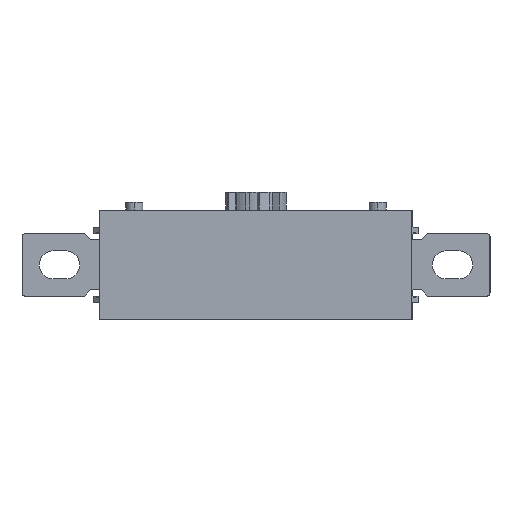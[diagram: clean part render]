
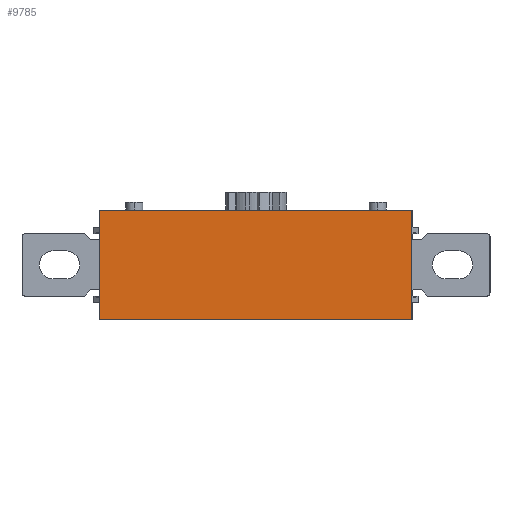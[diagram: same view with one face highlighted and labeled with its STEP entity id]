
A CAD part, top view. The second image highlights one B-rep face of the part: STEP entity #9785.
In plain terms, the highlighted face is planar.
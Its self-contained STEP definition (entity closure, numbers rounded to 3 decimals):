
#418 = VECTOR ( 'NONE', #1712, 1000. ) ;
#1451 = FACE_OUTER_BOUND ( 'NONE', #13157, .T. ) ;
#1452 = LINE ( 'NONE', #5283, #418 ) ;
#1712 = DIRECTION ( 'NONE',  ( 0., 1., 0. ) ) ;
#2122 = EDGE_CURVE ( 'NONE', #9471, #8814, #6330, .T. ) ;
#2244 = DIRECTION ( 'NONE',  ( -1., 0., 0. ) ) ;
#2438 = VECTOR ( 'NONE', #6980, 1000. ) ;
#4430 = CARTESIAN_POINT ( 'NONE',  ( 35., 21.6, -67.9 ) ) ;
#4887 = CARTESIAN_POINT ( 'NONE',  ( 35., -78.4, -67.9 ) ) ;
#5283 = CARTESIAN_POINT ( 'NONE',  ( 35., -64.4, -67.9 ) ) ;
#6330 = LINE ( 'NONE', #10187, #9099 ) ;
#6712 = DIRECTION ( 'NONE',  ( 0., 0., -1. ) ) ;
#6980 = DIRECTION ( 'NONE',  ( 0., -1., 0. ) ) ;
#7042 = LINE ( 'NONE', #14784, #12975 ) ;
#7311 = EDGE_CURVE ( 'NONE', #8735, #15671, #7042, .T. ) ;
#7322 = CARTESIAN_POINT ( 'NONE',  ( 0., 21.6, -67.9 ) ) ;
#7716 = PLANE ( 'NONE',  #14928 ) ;
#7969 = DIRECTION ( 'NONE',  ( 0., 1., 0. ) ) ;
#8150 = CARTESIAN_POINT ( 'NONE',  ( 0., 7.6, -67.9 ) ) ;
#8735 = VERTEX_POINT ( 'NONE', #4430 ) ;
#8814 = VERTEX_POINT ( 'NONE', #14999 ) ;
#9080 = EDGE_CURVE ( 'NONE', #9471, #8735, #1452, .T. ) ;
#9099 = VECTOR ( 'NONE', #2244, 1000. ) ;
#9321 = ORIENTED_EDGE ( 'NONE', *, *, #9080, .F. ) ;
#9471 = VERTEX_POINT ( 'NONE', #4887 ) ;
#9785 = ADVANCED_FACE ( 'NONE', ( #1451 ), #7716, .T. ) ;
#10187 = CARTESIAN_POINT ( 'NONE',  ( 17.5, -78.4, -67.9 ) ) ;
#10646 = DIRECTION ( 'NONE',  ( -1., 0., 0. ) ) ;
#10663 = LINE ( 'NONE', #8150, #2438 ) ;
#11230 = ORIENTED_EDGE ( 'NONE', *, *, #7311, .F. ) ;
#12193 = EDGE_CURVE ( 'NONE', #15671, #8814, #10663, .T. ) ;
#12975 = VECTOR ( 'NONE', #10646, 1000. ) ;
#13157 = EDGE_LOOP ( 'NONE', ( #16162, #11230, #9321, #14115 ) ) ;
#14115 = ORIENTED_EDGE ( 'NONE', *, *, #2122, .T. ) ;
#14784 = CARTESIAN_POINT ( 'NONE',  ( 17.5, 21.6, -67.9 ) ) ;
#14928 = AXIS2_PLACEMENT_3D ( 'NONE', #15782, #6712, #7969 ) ;
#14999 = CARTESIAN_POINT ( 'NONE',  ( 0., -78.4, -67.9 ) ) ;
#15671 = VERTEX_POINT ( 'NONE', #7322 ) ;
#15782 = CARTESIAN_POINT ( 'NONE',  ( -114.156, -64.4, -67.9 ) ) ;
#16162 = ORIENTED_EDGE ( 'NONE', *, *, #12193, .F. ) ;
